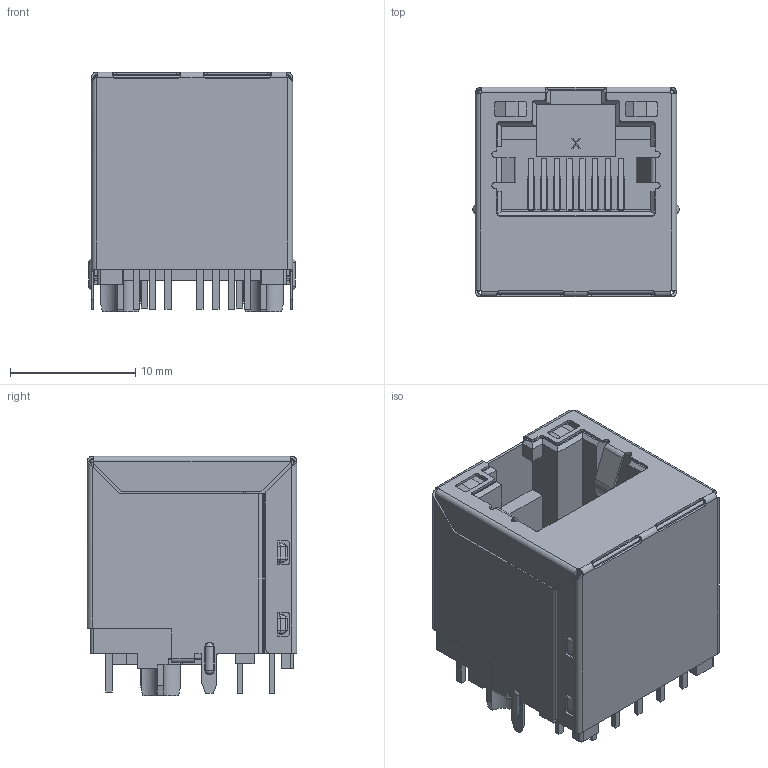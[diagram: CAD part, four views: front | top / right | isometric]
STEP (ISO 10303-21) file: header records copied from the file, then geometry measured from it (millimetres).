
FILE_DESCRIPTION(/* description */ (''),/* implementation_level */ '2;1');
FILE_NAME(/* name */ 'Wurth 74984104401.step',/* time_stamp */ '2023-09-17T06:45:51+01:00',/* author */ (''),/* organization */ (''),/* preprocessor_version */ 'ST-DEVELOPER v20',/* originating_system */ 'Autodesk Translation Framework v12.9.0.99',/* authorisation */ '');
FILE_SCHEMA (('AUTOMOTIVE_DESIGN { 1 0 10303 214 3 1 1 }'));
Products named in the file (1): 74984104401
Bounding box: 16.45 x 16.7 x 19.1 mm (x, y, z)
Volume: 2364.2 mm3; surface area: 7112.4 mm2
Topology: 1 solids, 6 shells, 2342 faces, 6745 edges, 4400 vertices
Faces by surface type: plane 1759, cylinder 432, bspline 105, torus 32, sphere 14
Full cylindrical faces by diameter (mm): 0.4 x48, 0.5 x2
Entity records: 81087 total; most frequent: CARTESIAN_POINT 18572, ORIENTED_EDGE 13478, DIRECTION 11970, EDGE_CURVE 6739, LINE 5512, VECTOR 5512, VERTEX_POINT 4400, AXIS2_PLACEMENT_3D 3229
